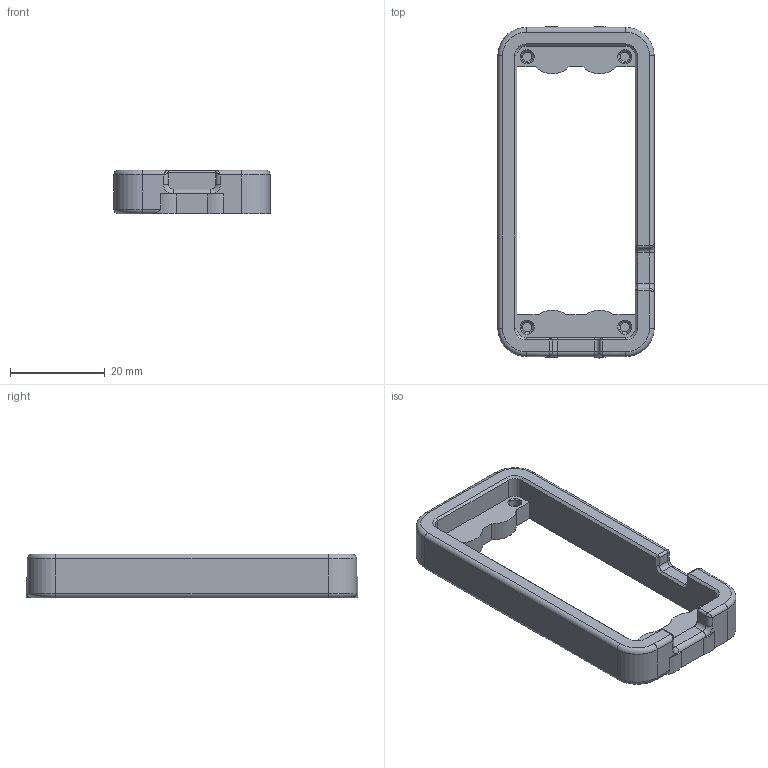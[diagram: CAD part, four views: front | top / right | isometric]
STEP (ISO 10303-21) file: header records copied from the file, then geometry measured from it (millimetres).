
FILE_DESCRIPTION(/* description */ (''),/* implementation_level */ '2;1');
FILE_NAME(/* name */ 'MRK 1010 Holder v9.step',/* time_stamp */ '2023-04-14T12:31:00-04:00',/* author */ (''),/* organization */ (''),/* preprocessor_version */ 'ST-DEVELOPER v19.2',/* originating_system */ 'Autodesk Translation Framework v12.4.0.73',/* authorisation */ '');
FILE_SCHEMA (('AUTOMOTIVE_DESIGN { 1 0 10303 214 3 1 1 }'));
Length unit declared in the file: millimetre
Products named in the file (1): MRK 1010 Holder
Bounding box: 33 x 70.08 x 9.2 mm (x, y, z)
Volume: 6795.7 mm3; surface area: 5326.3 mm2
Topology: 1 solids, 1 shells, 176 faces, 413 edges, 238 vertices
Faces by surface type: plane 99, cylinder 43, cone 20, torus 10, bspline 4
Full cylindrical faces by diameter (mm): 2.5 x4
Entity records: 5001 total; most frequent: CARTESIAN_POINT 953, DIRECTION 859, ORIENTED_EDGE 810, EDGE_CURVE 405, LINE 293, VECTOR 293, AXIS2_PLACEMENT_3D 283, VERTEX_POINT 238
